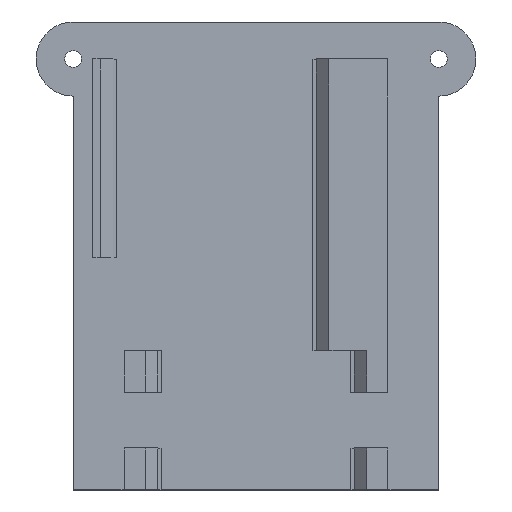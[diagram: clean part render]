
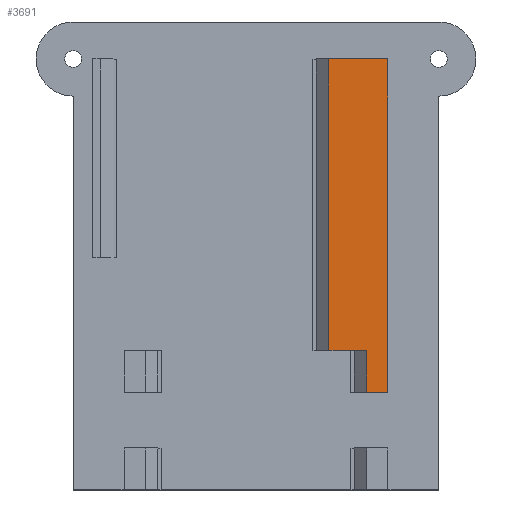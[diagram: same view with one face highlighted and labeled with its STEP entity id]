
A CAD part, top view. The second image highlights one B-rep face of the part: STEP entity #3691.
In plain terms, the highlighted planar face has unit normal (0, 0, 1).
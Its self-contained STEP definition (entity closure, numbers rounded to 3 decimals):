
#685 = PLANE('',#686);
#686 = AXIS2_PLACEMENT_3D('',#687,#688,#689);
#687 = CARTESIAN_POINT('',(0.,209.3,0.));
#688 = DIRECTION('',(0.,1.,0.));
#689 = DIRECTION('',(1.,0.,0.));
#741 = PLANE('',#742);
#742 = AXIS2_PLACEMENT_3D('',#743,#744,#745);
#743 = CARTESIAN_POINT('',(38.544,287.93,-1.36));
#744 = DIRECTION('',(0.,1.,0.));
#745 = DIRECTION('',(1.,0.,0.));
#769 = PLANE('',#770);
#770 = AXIS2_PLACEMENT_3D('',#771,#772,#773);
#771 = CARTESIAN_POINT('',(74.19,242.965,-0.903));
#772 = DIRECTION('',(1.,0.,0.));
#773 = DIRECTION('',(0.,0.,-1.));
#795 = PLANE('',#796);
#796 = AXIS2_PLACEMENT_3D('',#797,#798,#799);
#797 = CARTESIAN_POINT('',(74.19,198.,8.194));
#798 = DIRECTION('',(0.,1.,0.));
#799 = DIRECTION('',(-1.,-0.,0.));
#2149 = VERTEX_POINT('',#2150);
#2150 = CARTESIAN_POINT('',(58.264,209.3,8.194));
#2164 = PLANE('',#2165);
#2165 = AXIS2_PLACEMENT_3D('',#2166,#2167,#2168);
#2166 = CARTESIAN_POINT('',(54.87,287.93,4.8));
#2167 = DIRECTION('',(-0.707,0.,0.707
    ));
#2168 = DIRECTION('',(0.707,0.,0.707)
  );
#2176 = EDGE_CURVE('',#2177,#2149,#2179,.T.);
#2177 = VERTEX_POINT('',#2178);
#2178 = CARTESIAN_POINT('',(68.489,209.3,8.194));
#2179 = SURFACE_CURVE('',#2180,(#2184,#2191),.PCURVE_S1.);
#2180 = LINE('',#2181,#2182);
#2181 = CARTESIAN_POINT('',(31.982,209.3,8.194));
#2182 = VECTOR('',#2183,1.);
#2183 = DIRECTION('',(-1.,0.,0.));
#2184 = PCURVE('',#685,#2185);
#2185 = DEFINITIONAL_REPRESENTATION('',(#2186),#2190);
#2186 = LINE('',#2187,#2188);
#2187 = CARTESIAN_POINT('',(31.982,-8.194));
#2188 = VECTOR('',#2189,1.);
#2189 = DIRECTION('',(-1.,0.));
#2190 = ( GEOMETRIC_REPRESENTATION_CONTEXT(2) 
PARAMETRIC_REPRESENTATION_CONTEXT() REPRESENTATION_CONTEXT('2D SPACE',''
  ) );
#2191 = PCURVE('',#2192,#2197);
#2192 = PLANE('',#2193);
#2193 = AXIS2_PLACEMENT_3D('',#2194,#2195,#2196);
#2194 = CARTESIAN_POINT('',(66.773,243.511,
    8.194));
#2195 = DIRECTION('',(0.,0.,1.));
#2196 = DIRECTION('',(-1.,0.,0.));
#2197 = DEFINITIONAL_REPRESENTATION('',(#2198),#2202);
#2198 = LINE('',#2199,#2200);
#2199 = CARTESIAN_POINT('',(34.79,34.211));
#2200 = VECTOR('',#2201,1.);
#2201 = DIRECTION('',(1.,0.));
#2202 = ( GEOMETRIC_REPRESENTATION_CONTEXT(2) 
PARAMETRIC_REPRESENTATION_CONTEXT() REPRESENTATION_CONTEXT('2D SPACE',''
  ) );
#2220 = PLANE('',#2221);
#2221 = AXIS2_PLACEMENT_3D('',#2222,#2223,#2224);
#2222 = CARTESIAN_POINT('',(66.766,190.166,
    6.471));
#2223 = DIRECTION('',(-0.707,0.,0.707
    ));
#2224 = DIRECTION('',(0.707,0.,0.707)
  );
#2335 = EDGE_CURVE('',#2336,#2338,#2340,.T.);
#2336 = VERTEX_POINT('',#2337);
#2337 = CARTESIAN_POINT('',(74.19,198.,8.194));
#2338 = VERTEX_POINT('',#2339);
#2339 = CARTESIAN_POINT('',(68.489,198.,8.194));
#2340 = SURFACE_CURVE('',#2341,(#2345,#2352),.PCURVE_S1.);
#2341 = LINE('',#2342,#2343);
#2342 = CARTESIAN_POINT('',(74.19,198.,8.194));
#2343 = VECTOR('',#2344,1.);
#2344 = DIRECTION('',(-1.,0.,-0.));
#2345 = PCURVE('',#795,#2346);
#2346 = DEFINITIONAL_REPRESENTATION('',(#2347),#2351);
#2347 = LINE('',#2348,#2349);
#2348 = CARTESIAN_POINT('',(0.,0.));
#2349 = VECTOR('',#2350,1.);
#2350 = DIRECTION('',(1.,-0.));
#2351 = ( GEOMETRIC_REPRESENTATION_CONTEXT(2) 
PARAMETRIC_REPRESENTATION_CONTEXT() REPRESENTATION_CONTEXT('2D SPACE',''
  ) );
#2352 = PCURVE('',#2192,#2353);
#2353 = DEFINITIONAL_REPRESENTATION('',(#2354),#2358);
#2354 = LINE('',#2355,#2356);
#2355 = CARTESIAN_POINT('',(-7.417,45.511));
#2356 = VECTOR('',#2357,1.);
#2357 = DIRECTION('',(1.,0.));
#2358 = ( GEOMETRIC_REPRESENTATION_CONTEXT(2) 
PARAMETRIC_REPRESENTATION_CONTEXT() REPRESENTATION_CONTEXT('2D SPACE',''
  ) );
#2505 = VERTEX_POINT('',#2506);
#2506 = CARTESIAN_POINT('',(74.19,287.93,8.194));
#2527 = EDGE_CURVE('',#2505,#2336,#2528,.T.);
#2528 = SURFACE_CURVE('',#2529,(#2533,#2540),.PCURVE_S1.);
#2529 = LINE('',#2530,#2531);
#2530 = CARTESIAN_POINT('',(74.19,287.93,8.194));
#2531 = VECTOR('',#2532,1.);
#2532 = DIRECTION('',(0.,-1.,0.));
#2533 = PCURVE('',#769,#2534);
#2534 = DEFINITIONAL_REPRESENTATION('',(#2535),#2539);
#2535 = LINE('',#2536,#2537);
#2536 = CARTESIAN_POINT('',(-9.097,44.965));
#2537 = VECTOR('',#2538,1.);
#2538 = DIRECTION('',(0.,-1.));
#2539 = ( GEOMETRIC_REPRESENTATION_CONTEXT(2) 
PARAMETRIC_REPRESENTATION_CONTEXT() REPRESENTATION_CONTEXT('2D SPACE',''
  ) );
#2540 = PCURVE('',#2192,#2541);
#2541 = DEFINITIONAL_REPRESENTATION('',(#2542),#2546);
#2542 = LINE('',#2543,#2544);
#2543 = CARTESIAN_POINT('',(-7.417,-44.419));
#2544 = VECTOR('',#2545,1.);
#2545 = DIRECTION('',(0.,1.));
#2546 = ( GEOMETRIC_REPRESENTATION_CONTEXT(2) 
PARAMETRIC_REPRESENTATION_CONTEXT() REPRESENTATION_CONTEXT('2D SPACE',''
  ) );
#2577 = VERTEX_POINT('',#2578);
#2578 = CARTESIAN_POINT('',(58.264,287.93,8.194));
#2599 = EDGE_CURVE('',#2577,#2505,#2600,.T.);
#2600 = SURFACE_CURVE('',#2601,(#2605,#2612),.PCURVE_S1.);
#2601 = LINE('',#2602,#2603);
#2602 = CARTESIAN_POINT('',(58.264,287.93,8.194));
#2603 = VECTOR('',#2604,1.);
#2604 = DIRECTION('',(1.,0.,0.));
#2605 = PCURVE('',#741,#2606);
#2606 = DEFINITIONAL_REPRESENTATION('',(#2607),#2611);
#2607 = LINE('',#2608,#2609);
#2608 = CARTESIAN_POINT('',(19.72,-9.554));
#2609 = VECTOR('',#2610,1.);
#2610 = DIRECTION('',(1.,0.));
#2611 = ( GEOMETRIC_REPRESENTATION_CONTEXT(2) 
PARAMETRIC_REPRESENTATION_CONTEXT() REPRESENTATION_CONTEXT('2D SPACE',''
  ) );
#2612 = PCURVE('',#2192,#2613);
#2613 = DEFINITIONAL_REPRESENTATION('',(#2614),#2618);
#2614 = LINE('',#2615,#2616);
#2615 = CARTESIAN_POINT('',(8.509,-44.419));
#2616 = VECTOR('',#2617,1.);
#2617 = DIRECTION('',(-1.,0.));
#2618 = ( GEOMETRIC_REPRESENTATION_CONTEXT(2) 
PARAMETRIC_REPRESENTATION_CONTEXT() REPRESENTATION_CONTEXT('2D SPACE',''
  ) );
#3668 = EDGE_CURVE('',#2177,#2338,#3669,.T.);
#3669 = SURFACE_CURVE('',#3670,(#3674,#3681),.PCURVE_S1.);
#3670 = LINE('',#3671,#3672);
#3671 = CARTESIAN_POINT('',(68.489,199.3,8.194));
#3672 = VECTOR('',#3673,1.);
#3673 = DIRECTION('',(0.,-1.,0.));
#3674 = PCURVE('',#2220,#3675);
#3675 = DEFINITIONAL_REPRESENTATION('',(#3676),#3680);
#3676 = LINE('',#3677,#3678);
#3677 = CARTESIAN_POINT('',(2.437,9.134));
#3678 = VECTOR('',#3679,1.);
#3679 = DIRECTION('',(0.,-1.));
#3680 = ( GEOMETRIC_REPRESENTATION_CONTEXT(2) 
PARAMETRIC_REPRESENTATION_CONTEXT() REPRESENTATION_CONTEXT('2D SPACE',''
  ) );
#3681 = PCURVE('',#2192,#3682);
#3682 = DEFINITIONAL_REPRESENTATION('',(#3683),#3687);
#3683 = LINE('',#3684,#3685);
#3684 = CARTESIAN_POINT('',(-1.716,44.211));
#3685 = VECTOR('',#3686,1.);
#3686 = DIRECTION('',(0.,1.));
#3687 = ( GEOMETRIC_REPRESENTATION_CONTEXT(2) 
PARAMETRIC_REPRESENTATION_CONTEXT() REPRESENTATION_CONTEXT('2D SPACE',''
  ) );
#3691 = ADVANCED_FACE('',(#3692),#2192,.T.);
#3692 = FACE_BOUND('',#3693,.T.);
#3693 = EDGE_LOOP('',(#3694,#3695,#3696,#3717,#3718,#3719));
#3694 = ORIENTED_EDGE('',*,*,#2527,.F.);
#3695 = ORIENTED_EDGE('',*,*,#2599,.F.);
#3696 = ORIENTED_EDGE('',*,*,#3697,.T.);
#3697 = EDGE_CURVE('',#2577,#2149,#3698,.T.);
#3698 = SURFACE_CURVE('',#3699,(#3703,#3710),.PCURVE_S1.);
#3699 = LINE('',#3700,#3701);
#3700 = CARTESIAN_POINT('',(58.264,287.93,8.194));
#3701 = VECTOR('',#3702,1.);
#3702 = DIRECTION('',(0.,-1.,0.));
#3703 = PCURVE('',#2192,#3704);
#3704 = DEFINITIONAL_REPRESENTATION('',(#3705),#3709);
#3705 = LINE('',#3706,#3707);
#3706 = CARTESIAN_POINT('',(8.509,-44.419));
#3707 = VECTOR('',#3708,1.);
#3708 = DIRECTION('',(0.,1.));
#3709 = ( GEOMETRIC_REPRESENTATION_CONTEXT(2) 
PARAMETRIC_REPRESENTATION_CONTEXT() REPRESENTATION_CONTEXT('2D SPACE',''
  ) );
#3710 = PCURVE('',#2164,#3711);
#3711 = DEFINITIONAL_REPRESENTATION('',(#3712),#3716);
#3712 = LINE('',#3713,#3714);
#3713 = CARTESIAN_POINT('',(4.8,0.));
#3714 = VECTOR('',#3715,1.);
#3715 = DIRECTION('',(0.,-1.));
#3716 = ( GEOMETRIC_REPRESENTATION_CONTEXT(2) 
PARAMETRIC_REPRESENTATION_CONTEXT() REPRESENTATION_CONTEXT('2D SPACE',''
  ) );
#3717 = ORIENTED_EDGE('',*,*,#2176,.F.);
#3718 = ORIENTED_EDGE('',*,*,#3668,.T.);
#3719 = ORIENTED_EDGE('',*,*,#2335,.F.);
